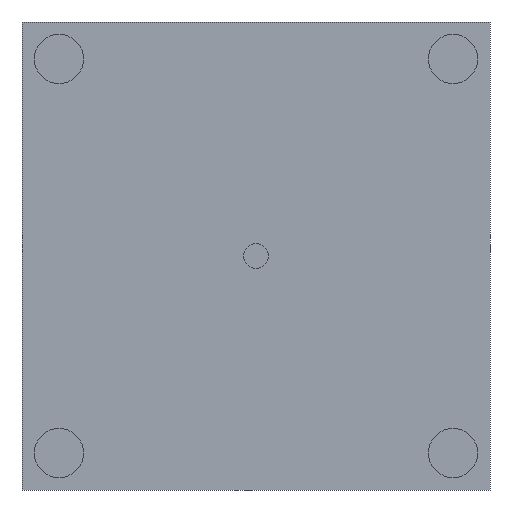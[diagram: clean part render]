
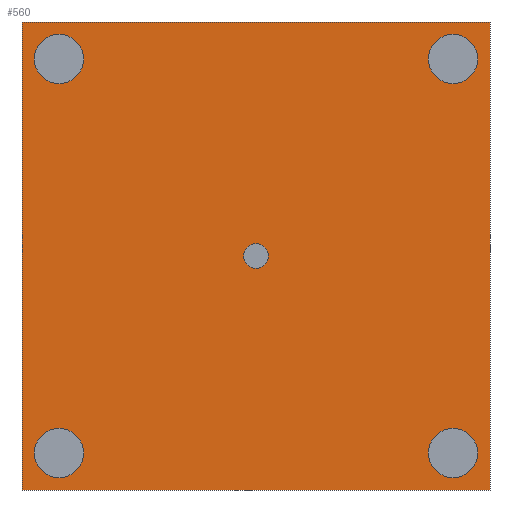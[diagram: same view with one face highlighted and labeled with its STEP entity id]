
A CAD part, left-side view. The second image highlights one B-rep face of the part: STEP entity #560.
In plain terms, the highlighted planar face has unit normal (-1, 0, 0).
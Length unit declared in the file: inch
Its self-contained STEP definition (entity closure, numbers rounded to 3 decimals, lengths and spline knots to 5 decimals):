
#28=FACE_BOUND('',#102,.T.);
#29=FACE_BOUND('',#103,.T.);
#30=FACE_BOUND('',#104,.T.);
#31=FACE_BOUND('',#105,.T.);
#32=FACE_BOUND('',#106,.T.);
#43=PLANE('',#626);
#65=FACE_OUTER_BOUND('',#101,.T.);
#101=EDGE_LOOP('',(#404,#405,#406,#407));
#102=EDGE_LOOP('',(#408));
#103=EDGE_LOOP('',(#409,#410));
#104=EDGE_LOOP('',(#411,#412));
#105=EDGE_LOOP('',(#413,#414));
#106=EDGE_LOOP('',(#415,#416));
#149=LINE('',#943,#175);
#152=LINE('',#948,#178);
#153=LINE('',#950,#179);
#154=LINE('',#951,#180);
#175=VECTOR('',#733,37.40157);
#178=VECTOR('',#738,37.40157);
#179=VECTOR('',#739,37.40157);
#180=VECTOR('',#740,37.40157);
#200=CIRCLE('',#627,0.98425);
#201=CIRCLE('',#628,1.9685);
#202=CIRCLE('',#629,1.9685);
#203=CIRCLE('',#630,1.9685);
#204=CIRCLE('',#631,1.9685);
#205=CIRCLE('',#632,1.9685);
#206=CIRCLE('',#633,1.9685);
#207=CIRCLE('',#634,1.9685);
#208=CIRCLE('',#635,1.9685);
#256=VERTEX_POINT('',#941);
#257=VERTEX_POINT('',#942);
#258=VERTEX_POINT('',#947);
#259=VERTEX_POINT('',#949);
#260=VERTEX_POINT('',#952);
#261=VERTEX_POINT('',#954);
#262=VERTEX_POINT('',#955);
#263=VERTEX_POINT('',#958);
#264=VERTEX_POINT('',#959);
#265=VERTEX_POINT('',#962);
#266=VERTEX_POINT('',#963);
#267=VERTEX_POINT('',#966);
#268=VERTEX_POINT('',#967);
#317=EDGE_CURVE('',#256,#257,#149,.T.);
#320=EDGE_CURVE('',#257,#258,#152,.T.);
#321=EDGE_CURVE('',#258,#259,#153,.T.);
#322=EDGE_CURVE('',#259,#256,#154,.T.);
#323=EDGE_CURVE('',#260,#260,#200,.T.);
#324=EDGE_CURVE('',#261,#262,#201,.T.);
#325=EDGE_CURVE('',#262,#261,#202,.T.);
#326=EDGE_CURVE('',#263,#264,#203,.T.);
#327=EDGE_CURVE('',#264,#263,#204,.T.);
#328=EDGE_CURVE('',#265,#266,#205,.T.);
#329=EDGE_CURVE('',#266,#265,#206,.T.);
#330=EDGE_CURVE('',#267,#268,#207,.T.);
#331=EDGE_CURVE('',#268,#267,#208,.T.);
#404=ORIENTED_EDGE('',*,*,#317,.T.);
#405=ORIENTED_EDGE('',*,*,#320,.T.);
#406=ORIENTED_EDGE('',*,*,#321,.T.);
#407=ORIENTED_EDGE('',*,*,#322,.T.);
#408=ORIENTED_EDGE('',*,*,#323,.T.);
#409=ORIENTED_EDGE('',*,*,#324,.T.);
#410=ORIENTED_EDGE('',*,*,#325,.T.);
#411=ORIENTED_EDGE('',*,*,#326,.T.);
#412=ORIENTED_EDGE('',*,*,#327,.T.);
#413=ORIENTED_EDGE('',*,*,#328,.T.);
#414=ORIENTED_EDGE('',*,*,#329,.T.);
#415=ORIENTED_EDGE('',*,*,#330,.T.);
#416=ORIENTED_EDGE('',*,*,#331,.T.);
#560=ADVANCED_FACE('',(#65,#28,#29,#30,#31,#32),#43,.F.);
#626=AXIS2_PLACEMENT_3D('',#946,#736,#737);
#627=AXIS2_PLACEMENT_3D('',#953,#741,#742);
#628=AXIS2_PLACEMENT_3D('',#956,#743,#744);
#629=AXIS2_PLACEMENT_3D('',#957,#745,#746);
#630=AXIS2_PLACEMENT_3D('',#960,#747,#748);
#631=AXIS2_PLACEMENT_3D('',#961,#749,#750);
#632=AXIS2_PLACEMENT_3D('',#964,#751,#752);
#633=AXIS2_PLACEMENT_3D('',#965,#753,#754);
#634=AXIS2_PLACEMENT_3D('',#968,#755,#756);
#635=AXIS2_PLACEMENT_3D('',#969,#757,#758);
#733=DIRECTION('',(0.,0.,-1.));
#736=DIRECTION('center_axis',(1.,0.,0.));
#737=DIRECTION('ref_axis',(0.,0.,1.));
#738=DIRECTION('',(0.,-1.,0.));
#739=DIRECTION('',(0.,0.,1.));
#740=DIRECTION('',(0.,1.,0.));
#741=DIRECTION('center_axis',(1.,0.,0.));
#742=DIRECTION('ref_axis',(0.,0.,-1.));
#743=DIRECTION('center_axis',(1.,0.,0.));
#744=DIRECTION('ref_axis',(0.,0.,1.));
#745=DIRECTION('center_axis',(1.,0.,0.));
#746=DIRECTION('ref_axis',(0.,0.,1.));
#747=DIRECTION('center_axis',(1.,0.,0.));
#748=DIRECTION('ref_axis',(0.,0.,1.));
#749=DIRECTION('center_axis',(1.,0.,0.));
#750=DIRECTION('ref_axis',(0.,0.,1.));
#751=DIRECTION('center_axis',(1.,0.,0.));
#752=DIRECTION('ref_axis',(0.,0.,1.));
#753=DIRECTION('center_axis',(1.,0.,0.));
#754=DIRECTION('ref_axis',(0.,0.,1.));
#755=DIRECTION('center_axis',(1.,0.,0.));
#756=DIRECTION('ref_axis',(0.,0.,1.));
#757=DIRECTION('center_axis',(1.,0.,0.));
#758=DIRECTION('ref_axis',(0.,0.,1.));
#941=CARTESIAN_POINT('',(0.,18.70079,18.70079));
#942=CARTESIAN_POINT('',(0.,18.70079,-18.70079));
#943=CARTESIAN_POINT('',(0.,18.70079,18.70079));
#946=CARTESIAN_POINT('Origin',(0.,0.,0.));
#947=CARTESIAN_POINT('',(0.,-18.70079,-18.70079));
#948=CARTESIAN_POINT('',(0.,18.70079,-18.70079));
#949=CARTESIAN_POINT('',(0.,-18.70079,18.70079));
#950=CARTESIAN_POINT('',(0.,-18.70079,-18.70079));
#951=CARTESIAN_POINT('',(0.,-18.70079,18.70079));
#952=CARTESIAN_POINT('',(0.,0.,0.98425));
#953=CARTESIAN_POINT('Origin',(0.,0.,0.));
#954=CARTESIAN_POINT('',(0.,15.74803,13.77953));
#955=CARTESIAN_POINT('',(0.,15.74803,17.71654));
#956=CARTESIAN_POINT('Origin',(0.,15.74803,15.74803));
#957=CARTESIAN_POINT('Origin',(0.,15.74803,15.74803));
#958=CARTESIAN_POINT('',(0.,-15.74803,13.77953));
#959=CARTESIAN_POINT('',(0.,-15.74803,17.71654));
#960=CARTESIAN_POINT('Origin',(0.,-15.74803,15.74803));
#961=CARTESIAN_POINT('Origin',(0.,-15.74803,15.74803));
#962=CARTESIAN_POINT('',(0.,15.74803,-17.71654));
#963=CARTESIAN_POINT('',(0.,15.74803,-13.77953));
#964=CARTESIAN_POINT('Origin',(0.,15.74803,-15.74803));
#965=CARTESIAN_POINT('Origin',(0.,15.74803,-15.74803));
#966=CARTESIAN_POINT('',(0.,-15.74803,-17.71654));
#967=CARTESIAN_POINT('',(0.,-15.74803,-13.77953));
#968=CARTESIAN_POINT('Origin',(0.,-15.74803,-15.74803));
#969=CARTESIAN_POINT('Origin',(0.,-15.74803,-15.74803));
